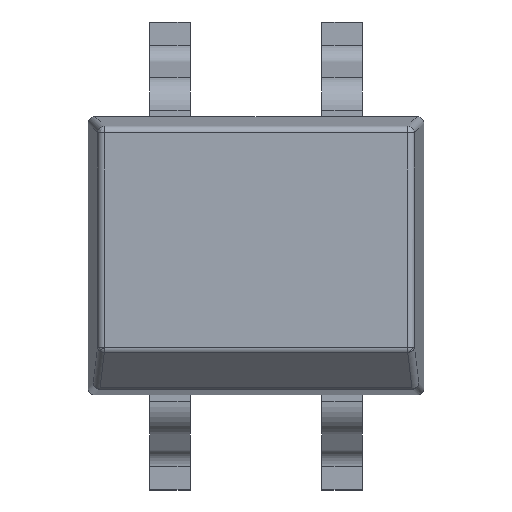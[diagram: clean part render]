
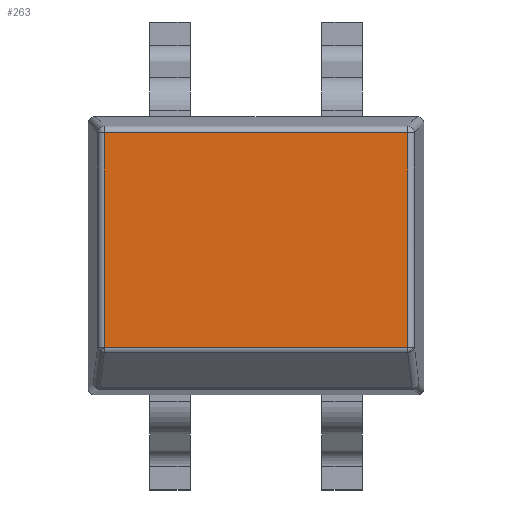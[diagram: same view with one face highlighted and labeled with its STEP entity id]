
A CAD part, top view. The second image highlights one B-rep face of the part: STEP entity #263.
In plain terms, the highlighted planar face has unit normal (0, 0, 1).
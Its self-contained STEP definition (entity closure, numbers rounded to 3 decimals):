
#263=ADVANCED_FACE('',(#1277),#1279,.T.);
#1277=FACE_BOUND('',#1278,.T.);
#1278=EDGE_LOOP('',(#2167,#2168,#2169,#2170));
#1279=PLANE('',#1280);
#1280=AXIS2_PLACEMENT_3D('',#1281,#1282,#1283);
#1281=CARTESIAN_POINT('',(0.,0.,2.9));
#1282=DIRECTION('',(0.,0.,1.));
#1283=DIRECTION('',(1.,0.,0.));
#2167=ORIENTED_EDGE('',*,*,#2709,.T.);
#2168=ORIENTED_EDGE('',*,*,#2710,.T.);
#2169=ORIENTED_EDGE('',*,*,#2711,.T.);
#2170=ORIENTED_EDGE('',*,*,#2712,.T.);
#2709=EDGE_CURVE('',#3057,#3058,#3059,.T.);
#2710=EDGE_CURVE('',#3058,#3060,#3061,.T.);
#2711=EDGE_CURVE('',#3060,#3062,#3063,.T.);
#2712=EDGE_CURVE('',#3062,#3057,#3064,.T.);
#3057=VERTEX_POINT('',#3701);
#3058=VERTEX_POINT('',#3702);
#3059=LINE('',#3703,#3704);
#3060=VERTEX_POINT('',#3706);
#3061=LINE('',#3707,#3708);
#3062=VERTEX_POINT('',#3710);
#3063=LINE('',#3711,#3712);
#3064=LINE('',#3714,#3715);
#3701=CARTESIAN_POINT('',(2.236,-1.358,2.9));
#3702=CARTESIAN_POINT('',(2.236,1.811,2.9));
#3703=CARTESIAN_POINT('',(2.236,-1.358,2.9));
#3704=VECTOR('',#3705,1.);
#3705=DIRECTION('',(0.,1.,0.));
#3706=CARTESIAN_POINT('',(-2.236,1.811,2.9));
#3707=CARTESIAN_POINT('',(2.236,1.811,2.9));
#3708=VECTOR('',#3709,1.);
#3709=DIRECTION('',(-1.,0.,0.));
#3710=CARTESIAN_POINT('',(-2.236,-1.358,2.9));
#3711=CARTESIAN_POINT('',(-2.236,1.811,2.9));
#3712=VECTOR('',#3713,1.);
#3713=DIRECTION('',(0.,-1.,0.));
#3714=CARTESIAN_POINT('',(-2.236,-1.358,2.9));
#3715=VECTOR('',#3716,1.);
#3716=DIRECTION('',(1.,0.,0.));
